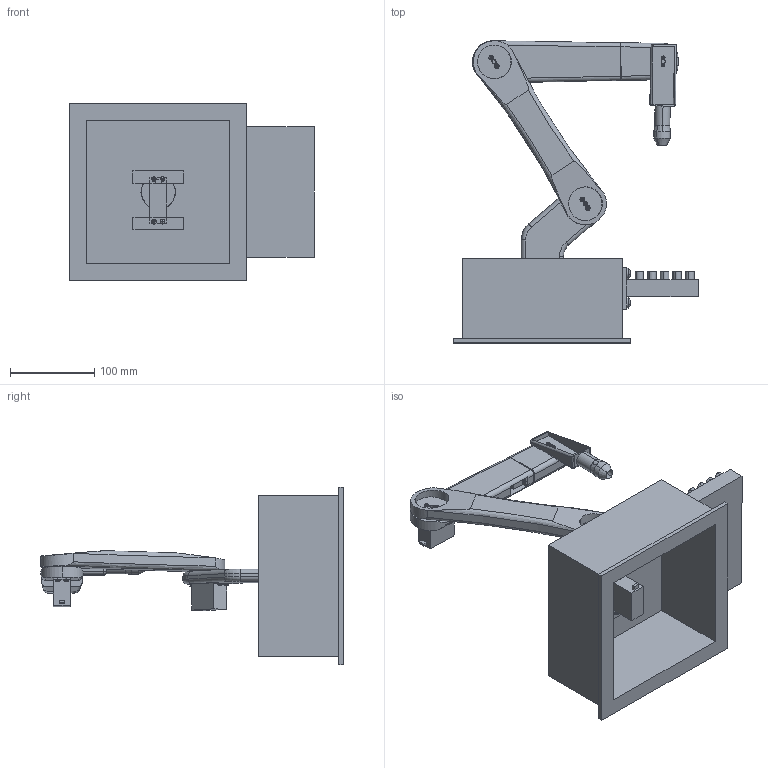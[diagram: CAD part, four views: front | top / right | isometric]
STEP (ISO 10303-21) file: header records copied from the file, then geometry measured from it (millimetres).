
FILE_DESCRIPTION (( 'STEP AP214' ), '1' );
FILE_NAME ('Robot Assembly STEP.STEP', '2021-03-18T10:45:44', ( '' ), ( '' ), 'SwSTEP 2.0', 'SolidWorks 2019', '' );
FILE_SCHEMA (( 'AUTOMOTIVE_DESIGN' ));
Length unit declared in the file: millimetre
Products named in the file (21): Small Servo Mount; socket button head screw_isoz_ISO 7380 - M3 x 10 - 10C; Base - Copy; End Effector Fastener; Servo; pan head cross recess screw_iso_ISO 7045 - M3 x 8 - Z - 8N; Servo Motor Micro  9g_r1; pan head cross recess screw_iso_ISO 7045 - M6 x 12 - Z - 12N; Pin; Electromagnet; Link 3; Pin Holder and Pin Assembly; Servo Mount; End Effector; Link4; pan head cross recess screw_iso_ISO 7045 - M2 x 6 - Z - 6N; Link 1; Robot Assembly STEP; Pin Holder; Link 2; pan head cross recess screw_iso_ISO 7045 - M3 x 6 - Z - 6N
Assembly tree (98 placements, depth 3):
  Robot Assembly STEP
    Link 1
    Base - Copy
    Link 2
    Link 3
    End Effector
    Electromagnet
    End Effector Fastener
    Link4
    Servo  x3
    Servo Motor Micro  9g_r1  x2
    pan head cross recess screw_iso_ISO 7045 - M2 x 6 - Z - 6N  x8
    pan head cross recess screw_iso_ISO 7045 - M3 x 8 - Z - 8N  x8
    Pin Holder and Pin Assembly
      Pin Holder
      Pin  x50
    Servo Mount  x3
    socket button head screw_isoz_ISO 7380 - M3 x 10 - 10C  x4
    Small Servo Mount  x2
    pan head cross recess screw_iso_ISO 7045 - M3 x 6 - Z - 6N  x4
    pan head cross recess screw_iso_ISO 7045 - M6 x 12 - Z - 12N  x4
Bounding box: 290 x 358.47 x 210 mm (x, y, z)
Volume: 1853206.2 mm3; surface area: 480402.4 mm2
Topology: 107 solids, 107 shells, 2146 faces, 4880 edges, 3024 vertices
Faces by surface type: plane 1065, cylinder 622, cone 266, torus 125, sphere 58, bspline 10
Entity records: 28723 total; most frequent: CARTESIAN_POINT 7239, DIRECTION 4539, ORIENTED_EDGE 3944, EDGE_CURVE 1972, AXIS2_PLACEMENT_3D 1805, VERTEX_POINT 1263, EDGE_LOOP 1005, LINE 929
